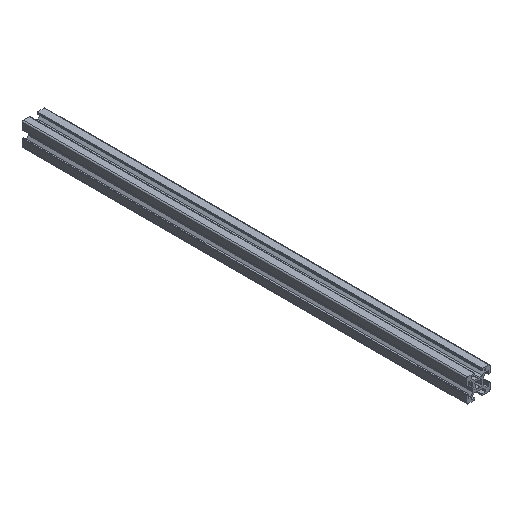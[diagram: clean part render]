
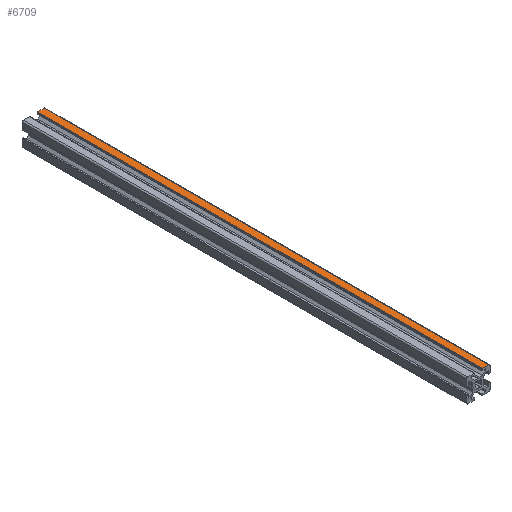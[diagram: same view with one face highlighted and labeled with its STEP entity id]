
A CAD part, isometric view. The second image highlights one B-rep face of the part: STEP entity #6709.
In plain terms, the highlighted planar face has unit normal (0, 0, 1).
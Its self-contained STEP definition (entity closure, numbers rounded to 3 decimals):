
#44 = PLANE('',#45);
#45 = AXIS2_PLACEMENT_3D('',#46,#47,#48);
#46 = CARTESIAN_POINT('',(-10.,0.,-9.));
#47 = DIRECTION('',(0.,-1.,0.));
#48 = DIRECTION('',(0.,0.,-1.));
#100 = PLANE('',#101);
#101 = AXIS2_PLACEMENT_3D('',#102,#103,#104);
#102 = CARTESIAN_POINT('',(-10.,-380.,-9.));
#103 = DIRECTION('',(0.,-1.,0.));
#104 = DIRECTION('',(0.,0.,-1.));
#1204 = VERTEX_POINT('',#1205);
#1205 = CARTESIAN_POINT('',(9.,0.,10.));
#1220 = CYLINDRICAL_SURFACE('',#1221,1.);
#1221 = AXIS2_PLACEMENT_3D('',#1222,#1223,#1224);
#1222 = CARTESIAN_POINT('',(9.,0.,9.));
#1223 = DIRECTION('',(0.,1.,0.));
#1224 = DIRECTION('',(1.,0.,0.));
#1232 = EDGE_CURVE('',#1233,#1204,#1235,.T.);
#1233 = VERTEX_POINT('',#1234);
#1234 = CARTESIAN_POINT('',(3.4,0.,10.));
#1235 = SURFACE_CURVE('',#1236,(#1240,#1247),.PCURVE_S1.);
#1236 = LINE('',#1237,#1238);
#1237 = CARTESIAN_POINT('',(-9.,0.,10.));
#1238 = VECTOR('',#1239,1.);
#1239 = DIRECTION('',(1.,0.,0.));
#1240 = PCURVE('',#44,#1241);
#1241 = DEFINITIONAL_REPRESENTATION('',(#1242),#1246);
#1242 = LINE('',#1243,#1244);
#1243 = CARTESIAN_POINT('',(-19.,1.));
#1244 = VECTOR('',#1245,1.);
#1245 = DIRECTION('',(0.,1.));
#1246 = ( GEOMETRIC_REPRESENTATION_CONTEXT(2) 
PARAMETRIC_REPRESENTATION_CONTEXT() REPRESENTATION_CONTEXT('2D SPACE',''
  ) );
#1247 = PCURVE('',#1248,#1253);
#1248 = PLANE('',#1249);
#1249 = AXIS2_PLACEMENT_3D('',#1250,#1251,#1252);
#1250 = CARTESIAN_POINT('',(-9.,0.,10.));
#1251 = DIRECTION('',(0.,0.,1.));
#1252 = DIRECTION('',(1.,0.,0.));
#1253 = DEFINITIONAL_REPRESENTATION('',(#1254),#1258);
#1254 = LINE('',#1255,#1256);
#1255 = CARTESIAN_POINT('',(0.,0.));
#1256 = VECTOR('',#1257,1.);
#1257 = DIRECTION('',(1.,0.));
#1258 = ( GEOMETRIC_REPRESENTATION_CONTEXT(2) 
PARAMETRIC_REPRESENTATION_CONTEXT() REPRESENTATION_CONTEXT('2D SPACE',''
  ) );
#1276 = PLANE('',#1277);
#1277 = AXIS2_PLACEMENT_3D('',#1278,#1279,#1280);
#1278 = CARTESIAN_POINT('',(3.4,-380.,9.6));
#1279 = DIRECTION('',(1.,0.,0.));
#1280 = DIRECTION('',(0.,0.,1.));
#3618 = VERTEX_POINT('',#3619);
#3619 = CARTESIAN_POINT('',(9.,-380.,10.));
#3641 = EDGE_CURVE('',#3642,#3618,#3644,.T.);
#3642 = VERTEX_POINT('',#3643);
#3643 = CARTESIAN_POINT('',(3.4,-380.,10.));
#3644 = SURFACE_CURVE('',#3645,(#3649,#3656),.PCURVE_S1.);
#3645 = LINE('',#3646,#3647);
#3646 = CARTESIAN_POINT('',(-9.,-380.,10.));
#3647 = VECTOR('',#3648,1.);
#3648 = DIRECTION('',(1.,0.,0.));
#3649 = PCURVE('',#100,#3650);
#3650 = DEFINITIONAL_REPRESENTATION('',(#3651),#3655);
#3651 = LINE('',#3652,#3653);
#3652 = CARTESIAN_POINT('',(-19.,1.));
#3653 = VECTOR('',#3654,1.);
#3654 = DIRECTION('',(0.,1.));
#3655 = ( GEOMETRIC_REPRESENTATION_CONTEXT(2) 
PARAMETRIC_REPRESENTATION_CONTEXT() REPRESENTATION_CONTEXT('2D SPACE',''
  ) );
#3656 = PCURVE('',#1248,#3657);
#3657 = DEFINITIONAL_REPRESENTATION('',(#3658),#3662);
#3658 = LINE('',#3659,#3660);
#3659 = CARTESIAN_POINT('',(0.,-380.));
#3660 = VECTOR('',#3661,1.);
#3661 = DIRECTION('',(1.,0.));
#3662 = ( GEOMETRIC_REPRESENTATION_CONTEXT(2) 
PARAMETRIC_REPRESENTATION_CONTEXT() REPRESENTATION_CONTEXT('2D SPACE',''
  ) );
#6661 = EDGE_CURVE('',#3642,#1233,#6662,.T.);
#6662 = SURFACE_CURVE('',#6663,(#6667,#6674),.PCURVE_S1.);
#6663 = LINE('',#6664,#6665);
#6664 = CARTESIAN_POINT('',(3.4,-380.,10.));
#6665 = VECTOR('',#6666,1.);
#6666 = DIRECTION('',(0.,1.,0.));
#6667 = PCURVE('',#1276,#6668);
#6668 = DEFINITIONAL_REPRESENTATION('',(#6669),#6673);
#6669 = LINE('',#6670,#6671);
#6670 = CARTESIAN_POINT('',(0.4,0.));
#6671 = VECTOR('',#6672,1.);
#6672 = DIRECTION('',(0.,-1.));
#6673 = ( GEOMETRIC_REPRESENTATION_CONTEXT(2) 
PARAMETRIC_REPRESENTATION_CONTEXT() REPRESENTATION_CONTEXT('2D SPACE',''
  ) );
#6674 = PCURVE('',#1248,#6675);
#6675 = DEFINITIONAL_REPRESENTATION('',(#6676),#6680);
#6676 = LINE('',#6677,#6678);
#6677 = CARTESIAN_POINT('',(12.4,-380.));
#6678 = VECTOR('',#6679,1.);
#6679 = DIRECTION('',(0.,1.));
#6680 = ( GEOMETRIC_REPRESENTATION_CONTEXT(2) 
PARAMETRIC_REPRESENTATION_CONTEXT() REPRESENTATION_CONTEXT('2D SPACE',''
  ) );
#6709 = ADVANCED_FACE('',(#6710),#1248,.T.);
#6710 = FACE_BOUND('',#6711,.T.);
#6711 = EDGE_LOOP('',(#6712,#6713,#6714,#6715));
#6712 = ORIENTED_EDGE('',*,*,#1232,.F.);
#6713 = ORIENTED_EDGE('',*,*,#6661,.F.);
#6714 = ORIENTED_EDGE('',*,*,#3641,.T.);
#6715 = ORIENTED_EDGE('',*,*,#6716,.F.);
#6716 = EDGE_CURVE('',#1204,#3618,#6717,.T.);
#6717 = SURFACE_CURVE('',#6718,(#6722,#6729),.PCURVE_S1.);
#6718 = LINE('',#6719,#6720);
#6719 = CARTESIAN_POINT('',(9.,0.,10.));
#6720 = VECTOR('',#6721,1.);
#6721 = DIRECTION('',(0.,-1.,0.));
#6722 = PCURVE('',#1248,#6723);
#6723 = DEFINITIONAL_REPRESENTATION('',(#6724),#6728);
#6724 = LINE('',#6725,#6726);
#6725 = CARTESIAN_POINT('',(18.,0.));
#6726 = VECTOR('',#6727,1.);
#6727 = DIRECTION('',(0.,-1.));
#6728 = ( GEOMETRIC_REPRESENTATION_CONTEXT(2) 
PARAMETRIC_REPRESENTATION_CONTEXT() REPRESENTATION_CONTEXT('2D SPACE',''
  ) );
#6729 = PCURVE('',#1220,#6730);
#6730 = DEFINITIONAL_REPRESENTATION('',(#6731),#6735);
#6731 = LINE('',#6732,#6733);
#6732 = CARTESIAN_POINT('',(-1.571,0.));
#6733 = VECTOR('',#6734,1.);
#6734 = DIRECTION('',(-0.,-1.));
#6735 = ( GEOMETRIC_REPRESENTATION_CONTEXT(2) 
PARAMETRIC_REPRESENTATION_CONTEXT() REPRESENTATION_CONTEXT('2D SPACE',''
  ) );
